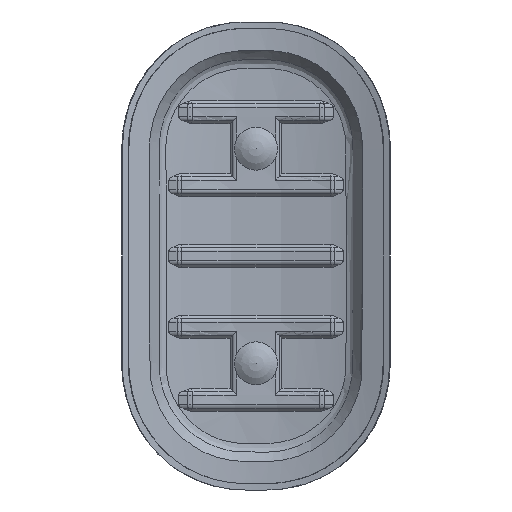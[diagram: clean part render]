
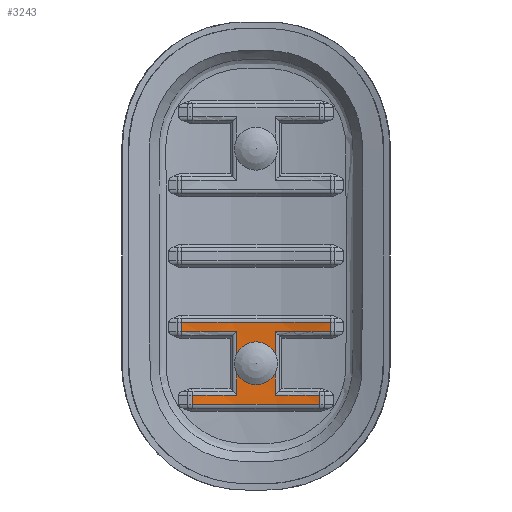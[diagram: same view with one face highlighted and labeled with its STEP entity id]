
A CAD part, front view. The second image highlights one B-rep face of the part: STEP entity #3243.
In plain terms, the highlighted cylindrical face has radius 160.8 mm (diameter 321.6 mm), a partial arc.
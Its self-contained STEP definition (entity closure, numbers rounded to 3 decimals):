
#946=CYLINDRICAL_SURFACE('',#39741,160.8);
#1280=FACE_BOUND('',#9003,.T.);
#1281=FACE_BOUND('',#9004,.T.);
#3243=ADVANCED_FACE('',(#1280,#1281),#946,.F.);
#9003=EDGE_LOOP('',(#14807,#14808,#14809,#14810,#14811,#14812,#14813,#14814,
#14815,#14816,#14817,#14818));
#9004=EDGE_LOOP('',(#14819));
#14807=ORIENTED_EDGE('',*,*,#27204,.T.);
#14808=ORIENTED_EDGE('',*,*,#27205,.T.);
#14809=ORIENTED_EDGE('',*,*,#27206,.F.);
#14810=ORIENTED_EDGE('',*,*,#27207,.T.);
#14811=ORIENTED_EDGE('',*,*,#27208,.T.);
#14812=ORIENTED_EDGE('',*,*,#27209,.T.);
#14813=ORIENTED_EDGE('',*,*,#27210,.T.);
#14814=ORIENTED_EDGE('',*,*,#27211,.T.);
#14815=ORIENTED_EDGE('',*,*,#27212,.F.);
#14816=ORIENTED_EDGE('',*,*,#27213,.T.);
#14817=ORIENTED_EDGE('',*,*,#27202,.T.);
#14818=ORIENTED_EDGE('',*,*,#27199,.T.);
#14819=ORIENTED_EDGE('',*,*,#27196,.T.);
#23125=VERTEX_POINT('',#64842);
#23127=VERTEX_POINT('',#64856);
#23128=VERTEX_POINT('',#64858);
#23129=VERTEX_POINT('',#64863);
#23130=VERTEX_POINT('',#64867);
#23131=VERTEX_POINT('',#64869);
#23132=VERTEX_POINT('',#64871);
#23133=VERTEX_POINT('',#64873);
#23134=VERTEX_POINT('',#64875);
#23135=VERTEX_POINT('',#64877);
#23136=VERTEX_POINT('',#64879);
#23137=VERTEX_POINT('',#64881);
#23138=VERTEX_POINT('',#64883);
#27196=EDGE_CURVE('',#23125,#23125,#31264,.T.);
#27199=EDGE_CURVE('',#23128,#23127,#32893,.T.);
#27202=EDGE_CURVE('',#23129,#23128,#34817,.T.);
#27204=EDGE_CURVE('',#23127,#23130,#34818,.T.);
#27205=EDGE_CURVE('',#23130,#23131,#32897,.T.);
#27206=EDGE_CURVE('',#23132,#23131,#34819,.T.);
#27207=EDGE_CURVE('',#23132,#23133,#32898,.T.);
#27208=EDGE_CURVE('',#23133,#23134,#34820,.T.);
#27209=EDGE_CURVE('',#23134,#23135,#32899,.T.);
#27210=EDGE_CURVE('',#23135,#23136,#34821,.T.);
#27211=EDGE_CURVE('',#23136,#23137,#32900,.T.);
#27212=EDGE_CURVE('',#23138,#23137,#34822,.T.);
#27213=EDGE_CURVE('',#23138,#23129,#32901,.T.);
#31264=B_SPLINE_CURVE_WITH_KNOTS('',3,(#64824,#64825,#64826,#64827,#64828,
#64829,#64830,#64831,#64832,#64833,#64834,#64835,#64836,#64837,#64838,#64839,
#64840,#64841),.UNSPECIFIED.,.T.,.F.,(2,2,2,2,2,2,2,2,2,2,2),(-0.125,0.,
0.125,0.25,0.375,0.5,0.625,0.75,0.875,1.,1.125),.UNSPECIFIED.);
#32893=CIRCLE('',#39730,160.8);
#32897=CIRCLE('',#39736,160.8);
#32898=CIRCLE('',#39737,160.8);
#32899=CIRCLE('',#39738,160.8);
#32900=CIRCLE('',#39739,160.8);
#32901=CIRCLE('',#39740,160.8);
#34817=LINE('',#64862,#36877);
#34818=LINE('',#64866,#36878);
#34819=LINE('',#64870,#36879);
#34820=LINE('',#64874,#36880);
#34821=LINE('',#64878,#36881);
#34822=LINE('',#64882,#36882);
#36877=VECTOR('',#46308,1.);
#36878=VECTOR('',#46313,1.);
#36879=VECTOR('',#46316,1.);
#36880=VECTOR('',#46319,1.);
#36881=VECTOR('',#46322,1.);
#36882=VECTOR('',#46325,1.);
#39730=AXIS2_PLACEMENT_3D('',#64857,#46300,#46301);
#39736=AXIS2_PLACEMENT_3D('',#64868,#46314,#46315);
#39737=AXIS2_PLACEMENT_3D('',#64872,#46317,#46318);
#39738=AXIS2_PLACEMENT_3D('',#64876,#46320,#46321);
#39739=AXIS2_PLACEMENT_3D('',#64880,#46323,#46324);
#39740=AXIS2_PLACEMENT_3D('',#64884,#46326,#46327);
#39741=AXIS2_PLACEMENT_3D('',#64885,#46328,#46329);
#46300=DIRECTION('',(0.,0.,-1.));
#46301=DIRECTION('',(-1.,0.,0.));
#46308=DIRECTION('',(0.,0.,-1.));
#46313=DIRECTION('',(0.,0.,-1.));
#46314=DIRECTION('',(0.,0.,1.));
#46315=DIRECTION('',(-1.,0.,0.));
#46316=DIRECTION('',(0.,0.,1.));
#46317=DIRECTION('',(0.,0.,-1.));
#46318=DIRECTION('',(-1.,0.,0.));
#46319=DIRECTION('',(0.,0.,1.));
#46320=DIRECTION('',(0.,0.,1.));
#46321=DIRECTION('',(-1.,0.,0.));
#46322=DIRECTION('',(0.,0.,1.));
#46323=DIRECTION('',(0.,0.,-1.));
#46324=DIRECTION('',(-1.,0.,0.));
#46325=DIRECTION('',(0.,0.,-1.));
#46326=DIRECTION('',(0.,0.,1.));
#46327=DIRECTION('',(-1.,0.,0.));
#46328=DIRECTION('',(0.,0.,-1.));
#46329=DIRECTION('',(-1.,0.,0.));
#64824=CARTESIAN_POINT('',(-1.859,160.8,-58.243));
#64825=CARTESIAN_POINT('',(-5.657,160.712,-56.234));
#64826=CARTESIAN_POINT('',(-7.082,160.645,-54.479));
#64827=CARTESIAN_POINT('',(-8.331,160.585,-50.408));
#64828=CARTESIAN_POINT('',(-8.135,160.597,-48.128));
#64829=CARTESIAN_POINT('',(-6.215,160.683,-44.352));
#64830=CARTESIAN_POINT('',(-4.476,160.751,-42.858));
#64831=CARTESIAN_POINT('',(-0.413,160.812,-41.562));
#64832=CARTESIAN_POINT('',(1.871,160.8,-41.765));
#64833=CARTESIAN_POINT('',(5.635,160.712,-43.752));
#64834=CARTESIAN_POINT('',(7.084,160.645,-45.53));
#64835=CARTESIAN_POINT('',(8.328,160.585,-49.577));
#64836=CARTESIAN_POINT('',(8.141,160.597,-51.858));
#64837=CARTESIAN_POINT('',(6.212,160.683,-55.654));
#64838=CARTESIAN_POINT('',(4.472,160.751,-57.144));
#64839=CARTESIAN_POINT('',(0.41,160.812,-58.439));
#64840=CARTESIAN_POINT('',(-1.859,160.8,-58.243));
#64841=CARTESIAN_POINT('',(-5.657,160.712,-56.234));
#64842=CARTESIAN_POINT('',(-3.758,160.756,-57.239));
#64856=CARTESIAN_POINT('',(-8.924,160.552,-35.172));
#64857=CARTESIAN_POINT('',(0.,0.,-35.172));
#64858=CARTESIAN_POINT('',(-34.576,157.039,-35.172));
#64862=CARTESIAN_POINT('',(-34.576,157.039,-27.));
#64863=CARTESIAN_POINT('',(-34.576,157.039,-30.828));
#64866=CARTESIAN_POINT('',(-8.924,160.552,-27.));
#64867=CARTESIAN_POINT('',(-8.924,160.552,-64.828));
#64868=CARTESIAN_POINT('',(0.,0.,-64.828));
#64869=CARTESIAN_POINT('',(-29.698,158.034,-64.828));
#64870=CARTESIAN_POINT('',(-29.698,158.034,-73.));
#64871=CARTESIAN_POINT('',(-29.698,158.034,-69.172));
#64872=CARTESIAN_POINT('',(0.,0.,-69.172));
#64873=CARTESIAN_POINT('',(29.698,158.034,-69.172));
#64874=CARTESIAN_POINT('',(29.698,158.034,-27.));
#64875=CARTESIAN_POINT('',(29.698,158.034,-64.828));
#64876=CARTESIAN_POINT('',(0.,0.,-64.828));
#64877=CARTESIAN_POINT('',(8.924,160.552,-64.828));
#64878=CARTESIAN_POINT('',(8.924,160.552,-27.));
#64879=CARTESIAN_POINT('',(8.924,160.552,-35.172));
#64880=CARTESIAN_POINT('',(0.,0.,-35.172));
#64881=CARTESIAN_POINT('',(34.576,157.039,-35.172));
#64882=CARTESIAN_POINT('',(34.576,157.039,-27.));
#64883=CARTESIAN_POINT('',(34.576,157.039,-30.828));
#64884=CARTESIAN_POINT('',(0.,0.,-30.828));
#64885=CARTESIAN_POINT('',(0.,0.,-27.));
